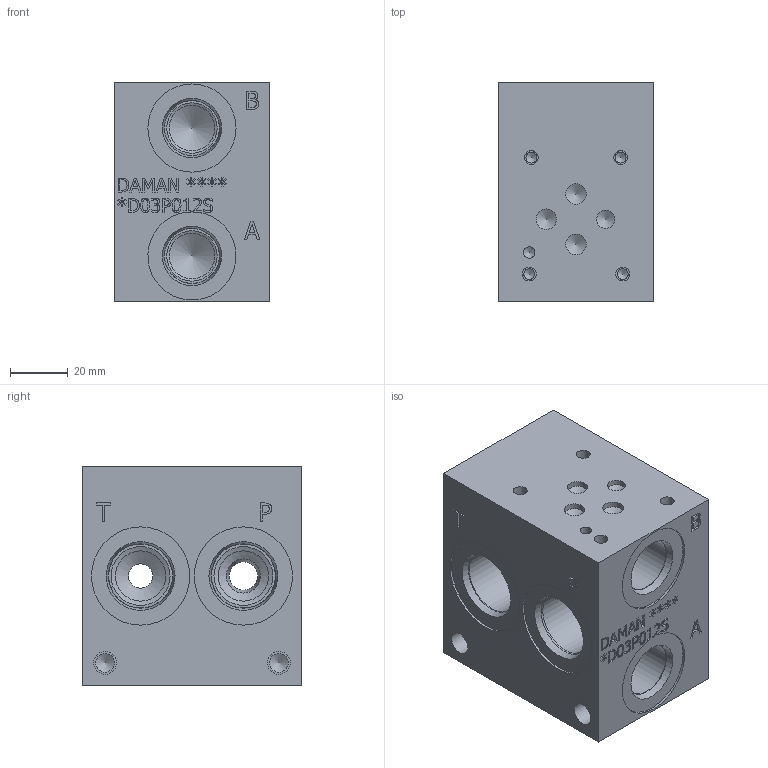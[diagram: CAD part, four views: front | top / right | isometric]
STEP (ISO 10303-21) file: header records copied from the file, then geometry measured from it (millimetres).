
FILE_DESCRIPTION(/* description */ (''),/* implementation_level */ '2;1');
FILE_NAME(/* name */ '_D03P012S.stp',/* time_stamp */ '2020-04-30T08:29:20-04:00',/* author */ ('alexanderw'),/* organization */ (''),/* preprocessor_version */ 'ST-DEVELOPER v17',/* originating_system */ 'Autodesk Inventor 2019',/* authorisation */ '');
FILE_SCHEMA (('AUTOMOTIVE_DESIGN { 1 0 10303 214 3 1 1 }'));
Length unit declared in the file: millimetre
Products named in the file (1): Part_SD03P012S_3D
Bounding box: 53.98 x 76.2 x 76.2 mm (x, y, z)
Volume: 258240.9 mm3; surface area: 40100.4 mm2
Topology: 1 solids, 1 shells, 518 faces, 1407 edges, 945 vertices
Faces by surface type: plane 298, bspline 125, cylinder 55, cone 40
Full cylindrical faces by diameter (mm): 3.785 x4, 3.962 x1, 4.826 x4, 6.35 x1, 6.528 x4, 7.137 x3, 7.925 x4, 15.875 x2, 17.475 x4, 17.501 x2, 19.05 x2, 19.253 x2, 20.447 x4, 22.225 x3, 22.23 x1, 22.555 x4, 23.901 x3, 30.632 x1, 34.138 x4
Entity records: 17303 total; most frequent: CARTESIAN_POINT 4481, ORIENTED_EDGE 2784, DIRECTION 2126, EDGE_CURVE 1392, LINE 946, VECTOR 946, VERTEX_POINT 945, EDGE_LOOP 591
